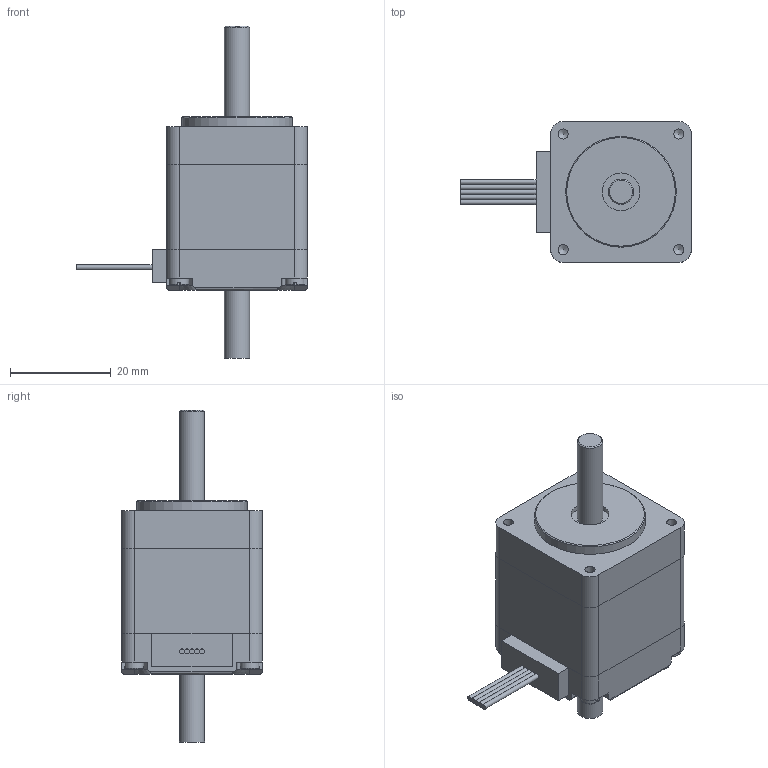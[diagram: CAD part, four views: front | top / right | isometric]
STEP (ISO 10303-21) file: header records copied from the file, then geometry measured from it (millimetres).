
FILE_DESCRIPTION((''),'2;1');
FILE_NAME('STEPPING_MOTOR_ST2818S.stp','2008-04-24T10:43:18',('wei_j'),(''),'Autodesk Inventor 2008','Autodesk Inventor 2008','');
FILE_SCHEMA(('AUTOMOTIVE_DESIGN { 1 0 10303 214 1 1 1 1 }'));
Length unit declared in the file: millimetre
Products named in the file (8): STEPPING_MOTOR_ST2818S; Stator_ST2818_S; Frontcap_ST2818; shaft_forward_ST2818; Endcap_ST2818; leads_4_ST2818; Schrauben_ISO1207_M2; shaft_rear_5x13.5
Assembly tree (10 placements, depth 2):
  STEPPING_MOTOR_ST2818S
    Stator_ST2818_S
    Frontcap_ST2818
    shaft_forward_ST2818
    Endcap_ST2818
    leads_4_ST2818
    Schrauben_ISO1207_M2  x4
    shaft_rear_5x13.5
Bounding box: 45.9 x 28 x 66 mm (x, y, z)
Volume: 26662.6 mm3; surface area: 9889.6 mm2
Topology: 11 solids, 11 shells, 161 faces, 372 edges, 231 vertices
Faces by surface type: plane 75, bspline 39, cylinder 33, torus 8, cone 6
Full cylindrical faces by diameter (mm): 1 x2, 3.8 x4, 5 x2, 22 x1
Entity records: 4193 total; most frequent: CARTESIAN_POINT 1125, DIRECTION 608, ORIENTED_EDGE 542, EDGE_CURVE 271, AXIS2_PLACEMENT_3D 228, VERTEX_POINT 173, EDGE_LOOP 172, VECTOR 152
